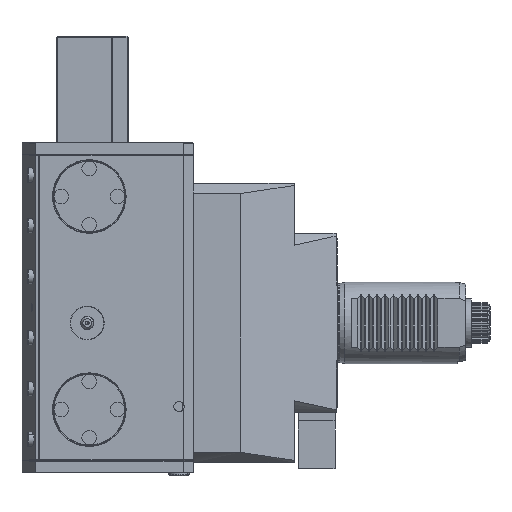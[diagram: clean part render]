
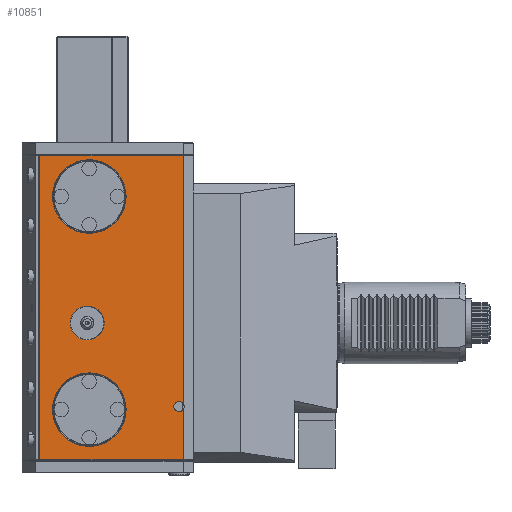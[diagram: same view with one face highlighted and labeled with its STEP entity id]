
A CAD part, left-side view. The second image highlights one B-rep face of the part: STEP entity #10851.
In plain terms, the highlighted planar face has unit normal (-1, 0, 0).
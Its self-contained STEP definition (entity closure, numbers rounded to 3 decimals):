
#95 = CIRCLE ( 'NONE', #13529, 2.5 ) ;
#610 = DIRECTION ( 'NONE',  ( 0., 0., -1. ) ) ;
#621 = PLANE ( 'NONE',  #23333 ) ;
#667 = CARTESIAN_POINT ( 'NONE',  ( -49.5, 122.5, -8.3 ) ) ;
#797 = ORIENTED_EDGE ( 'NONE', *, *, #9949, .T. ) ;
#945 = EDGE_CURVE ( 'NONE', #32646, #33655, #1902, .T. ) ;
#982 = DIRECTION ( 'NONE',  ( 0., -1., 0. ) ) ;
#1028 = CIRCLE ( 'NONE', #4351, 18.05 ) ;
#1052 = DIRECTION ( 'NONE',  ( -1., 0., 0. ) ) ;
#1132 = LINE ( 'NONE', #27227, #10922 ) ;
#1221 = CARTESIAN_POINT ( 'NONE',  ( -49.5, 122.5, 0. ) ) ;
#1279 = CARTESIAN_POINT ( 'NONE',  ( -49.5, 122.5, 0. ) ) ;
#1633 = DIRECTION ( 'NONE',  ( 1., 0., 0. ) ) ;
#1902 = LINE ( 'NONE', #27990, #15668 ) ;
#2863 = EDGE_LOOP ( 'NONE', ( #13524, #20706 ) ) ;
#3505 = DIRECTION ( 'NONE',  ( 0., 0., -1. ) ) ;
#4188 = DIRECTION ( 'NONE',  ( 0., 0., 1. ) ) ;
#4222 = CARTESIAN_POINT ( 'NONE',  ( -49.5, 122.5, 8.3 ) ) ;
#4351 = AXIS2_PLACEMENT_3D ( 'NONE', #15085, #1633, #11318 ) ;
#4353 = ORIENTED_EDGE ( 'NONE', *, *, #10177, .F. ) ;
#4465 = DIRECTION ( 'NONE',  ( -1., 0., 0. ) ) ;
#4894 = DIRECTION ( 'NONE',  ( 0., 0., -1. ) ) ;
#4941 = CARTESIAN_POINT ( 'NONE',  ( -49.5, 75.5, -39.5 ) ) ;
#5444 = VECTOR ( 'NONE', #6939, 1000. ) ;
#5952 = ORIENTED_EDGE ( 'NONE', *, *, #7539, .T. ) ;
#6090 = CARTESIAN_POINT ( 'NONE',  ( -49.5, 77.5, -38.5 ) ) ;
#6939 = DIRECTION ( 'NONE',  ( 0., 0., -1. ) ) ;
#7539 = EDGE_CURVE ( 'NONE', #33655, #22430, #32994, .T. ) ;
#7571 = EDGE_CURVE ( 'NONE', #13253, #19926, #95, .T. ) ;
#7697 = CARTESIAN_POINT ( 'NONE',  ( -49.5, 75.5, -67.2 ) ) ;
#8169 = DIRECTION ( 'NONE',  ( -1., 0., 0. ) ) ;
#8190 = VECTOR ( 'NONE', #982, 1000. ) ;
#9660 = DIRECTION ( 'NONE',  ( 1., 0., 0. ) ) ;
#9731 = CIRCLE ( 'NONE', #25875, 18.05 ) ;
#9949 = EDGE_CURVE ( 'NONE', #27279, #37298, #16790, .T. ) ;
#10084 = DIRECTION ( 'NONE',  ( 1., 0., 0. ) ) ;
#10177 = EDGE_CURVE ( 'NONE', #30476, #13792, #33572, .T. ) ;
#10851 = ADVANCED_FACE ( 'Defeature completata2_665', ( #29844, #26089, #23144, #26505 ), #621, .F. ) ;
#10922 = VECTOR ( 'NONE', #4894, 1000. ) ;
#11097 = ORIENTED_EDGE ( 'NONE', *, *, #29195, .T. ) ;
#11168 = DIRECTION ( 'NONE',  ( 0., 0., -1. ) ) ;
#11318 = DIRECTION ( 'NONE',  ( 0., 0., -1. ) ) ;
#11517 = VECTOR ( 'NONE', #26161, 1000. ) ;
#12423 = CIRCLE ( 'NONE', #34557, 18.05 ) ;
#12748 = AXIS2_PLACEMENT_3D ( 'NONE', #1279, #30724, #11168 ) ;
#13209 = CIRCLE ( 'NONE', #29970, 8.3 ) ;
#13252 = EDGE_CURVE ( 'NONE', #37298, #27279, #13209, .T. ) ;
#13253 = VERTEX_POINT ( 'NONE', #23939 ) ;
#13524 = ORIENTED_EDGE ( 'NONE', *, *, #37854, .T. ) ;
#13529 = AXIS2_PLACEMENT_3D ( 'NONE', #35951, #1052, #20194 ) ;
#13542 = CARTESIAN_POINT ( 'NONE',  ( -49.5, 77.5, -41. ) ) ;
#13792 = VERTEX_POINT ( 'NONE', #6090 ) ;
#14043 = DIRECTION ( 'NONE',  ( 0., 0., -1. ) ) ;
#14843 = EDGE_LOOP ( 'NONE', ( #27235, #11097 ) ) ;
#15085 = CARTESIAN_POINT ( 'NONE',  ( -49.5, 121.5, 62. ) ) ;
#15668 = VECTOR ( 'NONE', #31357, 1000. ) ;
#15740 = VERTEX_POINT ( 'NONE', #23801 ) ;
#16603 = CARTESIAN_POINT ( 'NONE',  ( -49.5, 121.5, -42.5 ) ) ;
#16790 = CIRCLE ( 'NONE', #12748, 8.3 ) ;
#17227 = DIRECTION ( 'NONE',  ( 0., 0., 1. ) ) ;
#18204 = EDGE_CURVE ( 'NONE', #24919, #23581, #1028, .T. ) ;
#18471 = ORIENTED_EDGE ( 'NONE', *, *, #945, .T. ) ;
#18956 = VERTEX_POINT ( 'NONE', #38086 ) ;
#19257 = ORIENTED_EDGE ( 'NONE', *, *, #35962, .F. ) ;
#19561 = CARTESIAN_POINT ( 'NONE',  ( -49.5, 75.5, 82.5 ) ) ;
#19778 = AXIS2_PLACEMENT_3D ( 'NONE', #13542, #4465, #39174 ) ;
#19926 = VERTEX_POINT ( 'NONE', #21864 ) ;
#20194 = DIRECTION ( 'NONE',  ( 0., 0., 1. ) ) ;
#20396 = CARTESIAN_POINT ( 'NONE',  ( -49.5, 75.5, 82.2 ) ) ;
#20529 = LINE ( 'NONE', #7697, #8190 ) ;
#20706 = ORIENTED_EDGE ( 'NONE', *, *, #22659, .T. ) ;
#21402 = CARTESIAN_POINT ( 'NONE',  ( -49.5, 121.5, 80.05 ) ) ;
#21864 = CARTESIAN_POINT ( 'NONE',  ( -49.5, 75.5, -42.5 ) ) ;
#22430 = VERTEX_POINT ( 'NONE', #38726 ) ;
#22659 = EDGE_CURVE ( 'NONE', #15740, #18956, #36228, .T. ) ;
#23144 = FACE_BOUND ( 'NONE', #25116, .T. ) ;
#23156 = CARTESIAN_POINT ( 'NONE',  ( -49.5, 145.7, 82.5 ) ) ;
#23263 = CARTESIAN_POINT ( 'NONE',  ( -49.5, 121.5, 43.95 ) ) ;
#23333 = AXIS2_PLACEMENT_3D ( 'NONE', #19561, #10084, #4188 ) ;
#23581 = VERTEX_POINT ( 'NONE', #23263 ) ;
#23801 = CARTESIAN_POINT ( 'NONE',  ( -49.5, 121.5, -60.55 ) ) ;
#23917 = EDGE_CURVE ( 'NONE', #32646, #30476, #28894, .T. ) ;
#23939 = CARTESIAN_POINT ( 'NONE',  ( -49.5, 77.5, -43.5 ) ) ;
#24158 = CARTESIAN_POINT ( 'NONE',  ( -49.5, 77.5, -41. ) ) ;
#24919 = VERTEX_POINT ( 'NONE', #21402 ) ;
#24970 = EDGE_LOOP ( 'NONE', ( #4353, #40844, #18471, #5952, #33335, #19257, #39187, #37768 ) ) ;
#25011 = CARTESIAN_POINT ( 'NONE',  ( -49.5, 145.7, 82.2 ) ) ;
#25116 = EDGE_LOOP ( 'NONE', ( #797, #34555 ) ) ;
#25875 = AXIS2_PLACEMENT_3D ( 'NONE', #35874, #38832, #3505 ) ;
#26089 = FACE_BOUND ( 'NONE', #14843, .T. ) ;
#26161 = DIRECTION ( 'NONE',  ( 0., 0., -1. ) ) ;
#26505 = FACE_OUTER_BOUND ( 'NONE', #24970, .T. ) ;
#26941 = EDGE_CURVE ( 'NONE', #13792, #13253, #38544, .T. ) ;
#27227 = CARTESIAN_POINT ( 'NONE',  ( -49.5, 75.5, 82.5 ) ) ;
#27235 = ORIENTED_EDGE ( 'NONE', *, *, #18204, .T. ) ;
#27279 = VERTEX_POINT ( 'NONE', #4222 ) ;
#27487 = DIRECTION ( 'NONE',  ( 1., 0., 0. ) ) ;
#27923 = CARTESIAN_POINT ( 'NONE',  ( -49.5, 75.5, -67.2 ) ) ;
#27990 = CARTESIAN_POINT ( 'NONE',  ( -49.5, 75.5, 82.2 ) ) ;
#28894 = LINE ( 'NONE', #32243, #11517 ) ;
#29195 = EDGE_CURVE ( 'NONE', #23581, #24919, #9731, .T. ) ;
#29844 = FACE_BOUND ( 'NONE', #2863, .T. ) ;
#29970 = AXIS2_PLACEMENT_3D ( 'NONE', #1221, #39681, #14043 ) ;
#30206 = DIRECTION ( 'NONE',  ( 0., 0., -1. ) ) ;
#30476 = VERTEX_POINT ( 'NONE', #4941 ) ;
#30724 = DIRECTION ( 'NONE',  ( 1., 0., 0. ) ) ;
#31357 = DIRECTION ( 'NONE',  ( 0., 1., 0. ) ) ;
#32243 = CARTESIAN_POINT ( 'NONE',  ( -49.5, 75.5, 82.5 ) ) ;
#32646 = VERTEX_POINT ( 'NONE', #20396 ) ;
#32994 = LINE ( 'NONE', #23156, #5444 ) ;
#33335 = ORIENTED_EDGE ( 'NONE', *, *, #34874, .T. ) ;
#33572 = CIRCLE ( 'NONE', #38949, 2.5 ) ;
#33655 = VERTEX_POINT ( 'NONE', #25011 ) ;
#34555 = ORIENTED_EDGE ( 'NONE', *, *, #13252, .T. ) ;
#34557 = AXIS2_PLACEMENT_3D ( 'NONE', #36292, #27487, #30206 ) ;
#34874 = EDGE_CURVE ( 'NONE', #22430, #40664, #20529, .T. ) ;
#35874 = CARTESIAN_POINT ( 'NONE',  ( -49.5, 121.5, 62. ) ) ;
#35951 = CARTESIAN_POINT ( 'NONE',  ( -49.5, 77.5, -41. ) ) ;
#35962 = EDGE_CURVE ( 'NONE', #19926, #40664, #1132, .T. ) ;
#36228 = CIRCLE ( 'NONE', #36319, 18.05 ) ;
#36292 = CARTESIAN_POINT ( 'NONE',  ( -49.5, 121.5, -42.5 ) ) ;
#36319 = AXIS2_PLACEMENT_3D ( 'NONE', #16603, #9660, #610 ) ;
#37298 = VERTEX_POINT ( 'NONE', #667 ) ;
#37768 = ORIENTED_EDGE ( 'NONE', *, *, #26941, .F. ) ;
#37854 = EDGE_CURVE ( 'NONE', #18956, #15740, #12423, .T. ) ;
#38086 = CARTESIAN_POINT ( 'NONE',  ( -49.5, 121.5, -24.45 ) ) ;
#38544 = CIRCLE ( 'NONE', #19778, 2.5 ) ;
#38726 = CARTESIAN_POINT ( 'NONE',  ( -49.5, 145.7, -67.2 ) ) ;
#38832 = DIRECTION ( 'NONE',  ( 1., 0., 0. ) ) ;
#38949 = AXIS2_PLACEMENT_3D ( 'NONE', #24158, #8169, #17227 ) ;
#39174 = DIRECTION ( 'NONE',  ( 0., 0., 1. ) ) ;
#39187 = ORIENTED_EDGE ( 'NONE', *, *, #7571, .F. ) ;
#39681 = DIRECTION ( 'NONE',  ( 1., 0., 0. ) ) ;
#40664 = VERTEX_POINT ( 'NONE', #27923 ) ;
#40844 = ORIENTED_EDGE ( 'NONE', *, *, #23917, .F. ) ;
